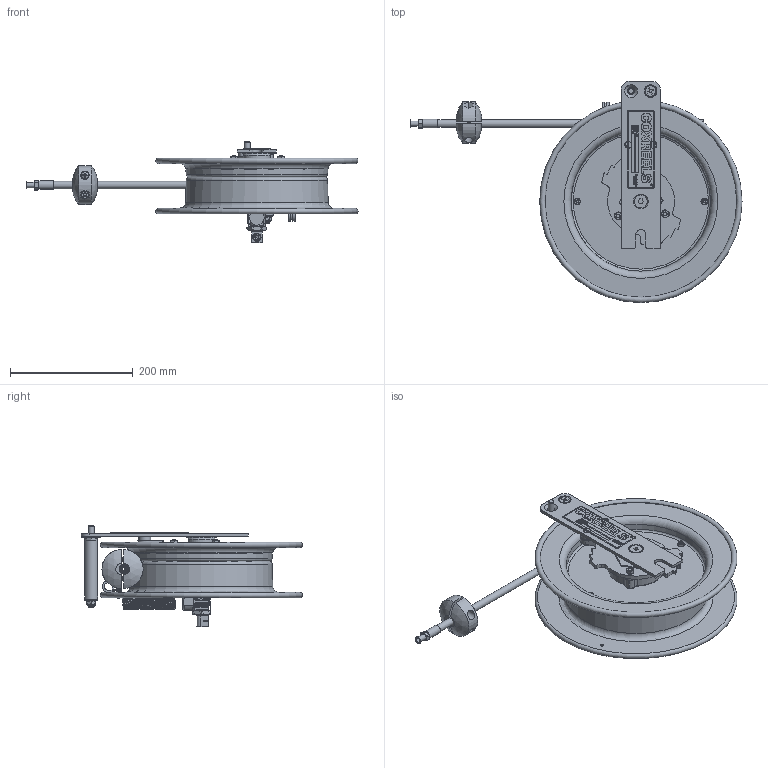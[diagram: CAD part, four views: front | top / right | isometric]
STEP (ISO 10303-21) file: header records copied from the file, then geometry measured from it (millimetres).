
FILE_DESCRIPTION(/* description */ (''),/* implementation_level */ '2;1');
FILE_NAME(/* name */ 'EZ-SR13-L125_SHARED.stp',/* time_stamp */ '2020-04-16T10:45:43-07:00',/* author */ ('NMelton'),/* organization */ (''),/* preprocessor_version */ 'ST-DEVELOPER v17',/* originating_system */ 'Autodesk Inventor 2019',/* authorisation */ '');
FILE_SCHEMA (('AUTOMOTIVE_DESIGN { 1 0 10303 214 3 1 1 }'));
Products named in the file (1): EZ-SR13-L125_SHARED
Bounding box: 541.91 x 361.12 x 165.15 mm (x, y, z)
Surface area: 641809.1 mm2 (no closed solid volume)
Topology: 0 solids, 138 shells, 2718 faces, 11266 edges, 8328 vertices
Faces by surface type: plane 1316, cylinder 599, bspline 552, cone 186, torus 48, sphere 17
Full cylindrical faces by diameter (mm): 2.159 x2, 2.54 x1, 3.048 x1, 4.7 x46, 4.826 x6, 4.978 x1, 5.588 x1, 6.35 x48, 8.712 x1, 8.89 x1, 9.525 x2, 10.312 x1, 12.065 x1, 12.497 x2, 12.548 x2, 12.7 x2, 12.859 x1, 13.462 x2, 13.97 x1, 14.224 x1, 17.882 x1, 18.034 x1, 19.05 x3, 19.304 x1, 20.574 x1, 20.625 x4, 21.133 x1, 21.336 x1, 31.75 x1, 39.624 x1
Entity records: 143428 total; most frequent: CARTESIAN_POINT 57023, ORIENTED_EDGE 17224, DIRECTION 14163, EDGE_CURVE 11255, VERTEX_POINT 8328, LINE 6225, VECTOR 6225, AXIS2_PLACEMENT_3D 3969
